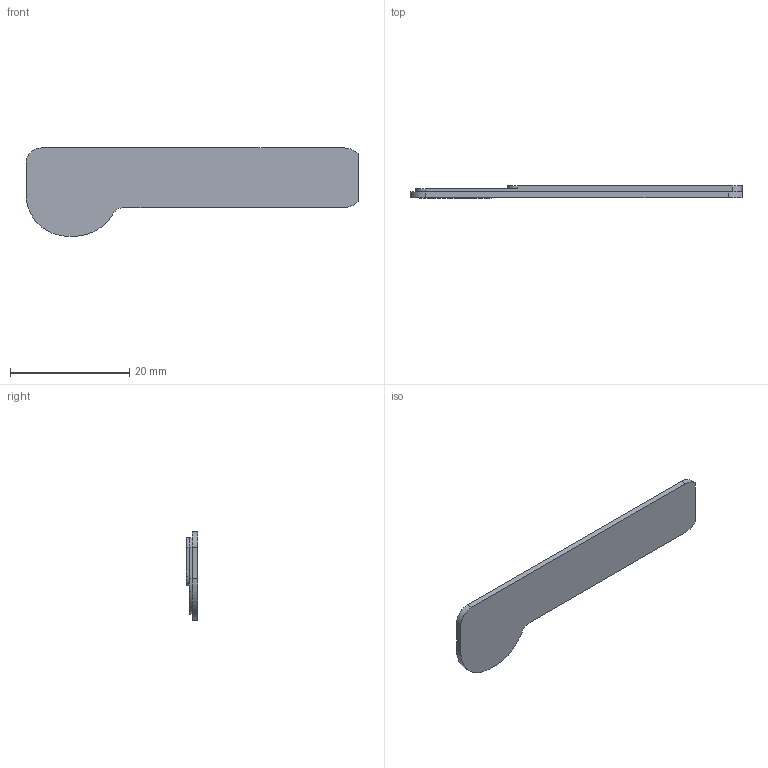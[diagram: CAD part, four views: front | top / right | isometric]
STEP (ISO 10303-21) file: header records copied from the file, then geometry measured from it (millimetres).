
FILE_DESCRIPTION(/* description */ (''),/* implementation_level */ '2;1');
FILE_NAME(/* name */ 'leftPanel.step',/* time_stamp */ '2020-11-11T13:13:39-06:00',/* author */ (''),/* organization */ (''),/* preprocessor_version */ 'ST-DEVELOPER v18.1',/* originating_system */ 'Autodesk Translation Framework v9.3.0.1241',/* authorisation */ '');
FILE_SCHEMA (('AUTOMOTIVE_DESIGN { 1 0 10303 214 3 1 1 }'));
Length unit declared in the file: millimetre
Products named in the file (2): sideFrameLeftPanelElectronics_V1; sideFrameRightPanelElectronics_V1 v8(Mirror)
Assembly tree (1 placements, depth 2):
  sideFrameLeftPanelElectronics_V1
    sideFrameRightPanelElectronics_V1 v8(Mirror)
Bounding box: 55.75 x 2 x 14.79 mm (x, y, z)
Volume: 1006.9 mm3; surface area: 1457.9 mm2
Topology: 1 solids, 1 shells, 33 faces, 93 edges, 62 vertices
Faces by surface type: plane 12, bspline 11, cylinder 10
Entity records: 1270 total; most frequent: CARTESIAN_POINT 422, ORIENTED_EDGE 186, DIRECTION 141, EDGE_CURVE 93, VERTEX_POINT 62, LINE 51, VECTOR 51, AXIS2_PLACEMENT_3D 45
